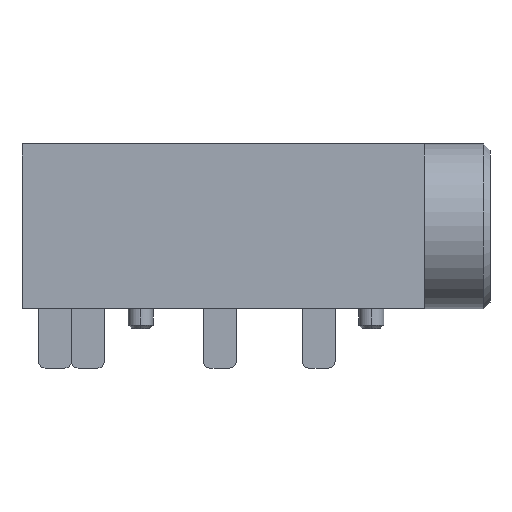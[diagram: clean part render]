
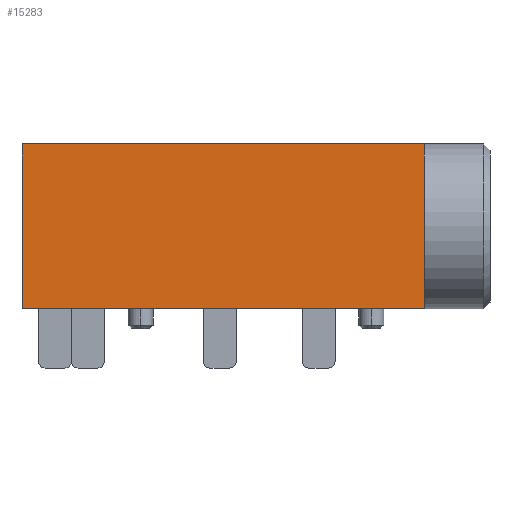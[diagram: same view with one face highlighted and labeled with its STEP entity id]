
A CAD part, left-side view. The second image highlights one B-rep face of the part: STEP entity #15283.
In plain terms, the highlighted planar face has unit normal (-1, 0, 0).
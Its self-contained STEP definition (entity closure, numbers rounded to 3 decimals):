
#1679 = VERTEX_POINT ( 'NONE', #9656 ) ;
#2184 = VECTOR ( 'NONE', #10147, 1000. ) ;
#2552 = EDGE_CURVE ( 'NONE', #10352, #15336, #14307, .T. ) ;
#2692 = LINE ( 'NONE', #10103, #8250 ) ;
#2863 = CARTESIAN_POINT ( 'NONE',  ( -3.05, 7.1, 2.5 ) ) ;
#4167 = DIRECTION ( 'NONE',  ( 0., 0., -1. ) ) ;
#4874 = DIRECTION ( 'NONE',  ( 1., 0., 0. ) ) ;
#5083 = VERTEX_POINT ( 'NONE', #15437 ) ;
#5092 = CARTESIAN_POINT ( 'NONE',  ( -3.05, 7.1, -2.5 ) ) ;
#5361 = DIRECTION ( 'NONE',  ( 0., 0., -1. ) ) ;
#6229 = CARTESIAN_POINT ( 'NONE',  ( -3.05, 7.1, 2.5 ) ) ;
#6486 = EDGE_CURVE ( 'NONE', #1679, #5083, #2692, .T. ) ;
#6911 = LINE ( 'NONE', #2863, #12911 ) ;
#7283 = EDGE_CURVE ( 'NONE', #1679, #10352, #6911, .T. ) ;
#7415 = ORIENTED_EDGE ( 'NONE', *, *, #14866, .F. ) ;
#7531 = PLANE ( 'NONE',  #9007 ) ;
#8219 = ORIENTED_EDGE ( 'NONE', *, *, #7283, .T. ) ;
#8250 = VECTOR ( 'NONE', #8856, 1000. ) ;
#8488 = VECTOR ( 'NONE', #5361, 1000. ) ;
#8856 = DIRECTION ( 'NONE',  ( 0., -1., 0. ) ) ;
#9007 = AXIS2_PLACEMENT_3D ( 'NONE', #6229, #4874, #14887 ) ;
#9058 = EDGE_LOOP ( 'NONE', ( #13315, #7415, #10755, #8219 ) ) ;
#9243 = LINE ( 'NONE', #14289, #8488 ) ;
#9656 = CARTESIAN_POINT ( 'NONE',  ( -3.05, 7.1, 2.5 ) ) ;
#10103 = CARTESIAN_POINT ( 'NONE',  ( -3.05, 7.1, 2.5 ) ) ;
#10147 = DIRECTION ( 'NONE',  ( 0., -1., 0. ) ) ;
#10352 = VERTEX_POINT ( 'NONE', #5092 ) ;
#10755 = ORIENTED_EDGE ( 'NONE', *, *, #6486, .F. ) ;
#12911 = VECTOR ( 'NONE', #4167, 1000. ) ;
#13315 = ORIENTED_EDGE ( 'NONE', *, *, #2552, .T. ) ;
#13669 = FACE_OUTER_BOUND ( 'NONE', #9058, .T. ) ;
#14138 = CARTESIAN_POINT ( 'NONE',  ( -3.05, 7.1, -2.5 ) ) ;
#14289 = CARTESIAN_POINT ( 'NONE',  ( -3.05, -5.1, 2.5 ) ) ;
#14307 = LINE ( 'NONE', #14138, #2184 ) ;
#14804 = CARTESIAN_POINT ( 'NONE',  ( -3.05, -5.1, -2.5 ) ) ;
#14866 = EDGE_CURVE ( 'NONE', #5083, #15336, #9243, .T. ) ;
#14887 = DIRECTION ( 'NONE',  ( 0., 1., 0. ) ) ;
#15283 = ADVANCED_FACE ( 'NONE', ( #13669 ), #7531, .F. ) ;
#15336 = VERTEX_POINT ( 'NONE', #14804 ) ;
#15437 = CARTESIAN_POINT ( 'NONE',  ( -3.05, -5.1, 2.5 ) ) ;
